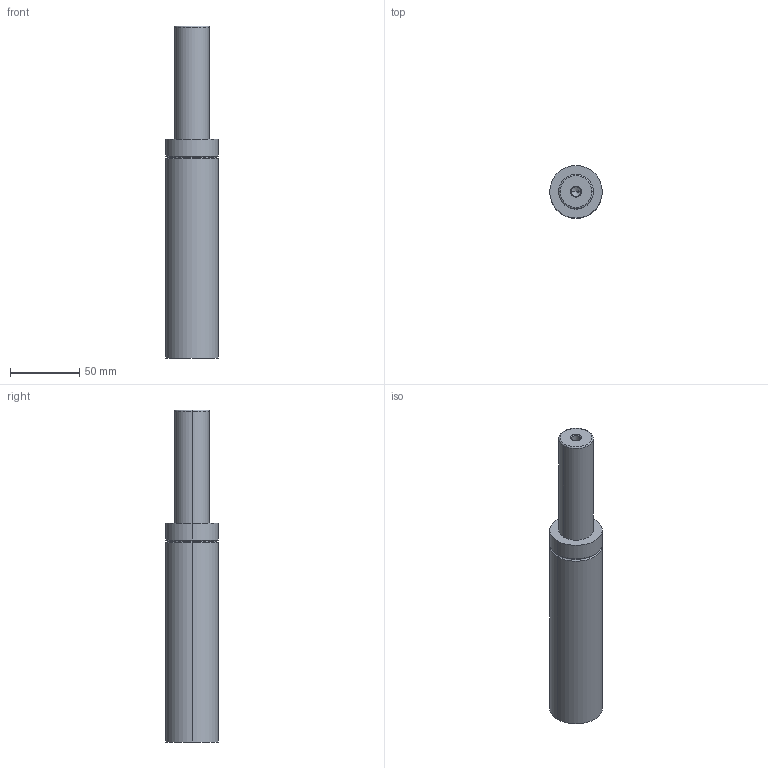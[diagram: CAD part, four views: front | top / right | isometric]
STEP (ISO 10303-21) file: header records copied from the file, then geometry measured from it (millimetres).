
FILE_DESCRIPTION (( 'STEP AP203' ), '1' );
FILE_NAME ('OP 01000_080.step', '2018-11-29T05:37:39', ( '' ), ( '' ), 'SwSTEP 2.0', 'SolidWorks 2016', '' );
FILE_SCHEMA (( 'CONFIG_CONTROL_DESIGN' ));
Length unit declared in the file: millimetre
Products named in the file (1): OP 01000_080
Bounding box: 38 x 38 x 240 mm (x, y, z)
Volume: 218415.1 mm3; surface area: 28216.3 mm2
Topology: 1 solids, 1 shells, 43 faces, 94 edges, 53 vertices
Faces by surface type: cylinder 14, cone 12, plane 11, torus 6
Entity records: 1207 total; most frequent: DIRECTION 220, CARTESIAN_POINT 185, ORIENTED_EDGE 176, AXIS2_PLACEMENT_3D 88, EDGE_CURVE 88, VERTEX_POINT 53, EDGE_LOOP 49, VECTOR 44
